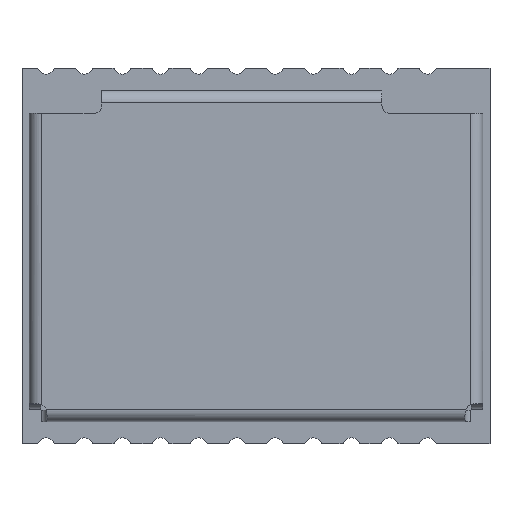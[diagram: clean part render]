
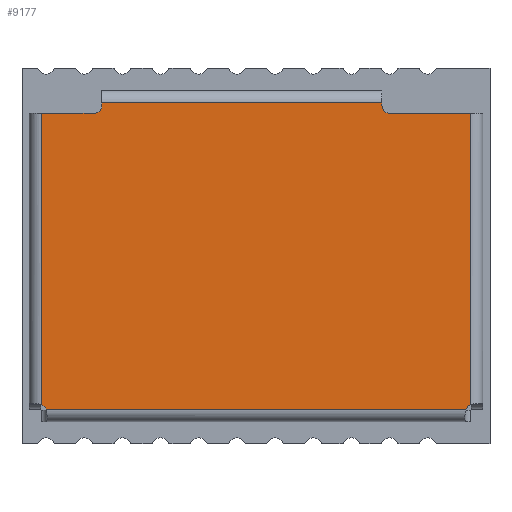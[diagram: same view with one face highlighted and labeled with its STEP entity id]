
A CAD part, top view. The second image highlights one B-rep face of the part: STEP entity #9177.
In plain terms, the highlighted face is planar.
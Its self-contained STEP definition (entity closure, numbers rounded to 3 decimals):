
#7693 = VERTEX_POINT('',#7694);
#7694 = CARTESIAN_POINT('',(-5.131,1.5,-5.095));
#7701 = EDGE_CURVE('',#7702,#7693,#7704,.T.);
#7702 = VERTEX_POINT('',#7703);
#7703 = CARTESIAN_POINT('',(4.19,1.5,-5.094));
#7704 = LINE('',#7705,#7706);
#7705 = CARTESIAN_POINT('',(0.001,1.5,-5.094));
#7706 = VECTOR('',#7707,1.);
#7707 = DIRECTION('',(-1.,0.,0.));
#7965 = VERTEX_POINT('',#7966);
#7966 = CARTESIAN_POINT('',(7.142,1.5,-4.745));
#7973 = EDGE_CURVE('',#7974,#7965,#7976,.T.);
#7974 = VERTEX_POINT('',#7975);
#7975 = CARTESIAN_POINT('',(7.141,1.5,4.942));
#7976 = LINE('',#7977,#7978);
#7977 = CARTESIAN_POINT('',(7.141,1.5,0.001));
#7978 = VECTOR('',#7979,1.);
#7979 = DIRECTION('',(0.,0.,-1.));
#8519 = VERTEX_POINT('',#8520);
#8520 = CARTESIAN_POINT('',(6.978,1.5,5.107));
#8529 = EDGE_CURVE('',#8530,#8519,#8532,.T.);
#8530 = VERTEX_POINT('',#8531);
#8531 = CARTESIAN_POINT('',(-6.978,1.5,5.105));
#8532 = LINE('',#8533,#8534);
#8533 = CARTESIAN_POINT('',(-0.001,1.5,5.106));
#8534 = VECTOR('',#8535,1.);
#8535 = DIRECTION('',(1.,0.,0.));
#8809 = VERTEX_POINT('',#8810);
#8810 = CARTESIAN_POINT('',(-7.142,1.5,-4.747));
#8819 = VERTEX_POINT('',#8820);
#8820 = CARTESIAN_POINT('',(-7.143,1.5,4.941));
#8829 = EDGE_CURVE('',#8809,#8819,#8830,.T.);
#8830 = LINE('',#8831,#8832);
#8831 = CARTESIAN_POINT('',(-7.142,1.5,-0.001));
#8832 = VECTOR('',#8833,1.);
#8833 = DIRECTION('',(0.,0.,1.));
#8892 = EDGE_CURVE('',#8530,#8819,#8893,.T.);
#8893 = CIRCLE('',#8894,0.375);
#8894 = AXIS2_PLACEMENT_3D('',#8895,#8896,#8897);
#8895 = CARTESIAN_POINT('',(-7.312,1.5,5.275));
#8896 = DIRECTION('',(0.,1.,0.));
#8897 = DIRECTION('',(0.,0.,1.));
#8908 = EDGE_CURVE('',#8909,#8519,#8911,.T.);
#8909 = VERTEX_POINT('',#8910);
#8910 = CARTESIAN_POINT('',(7.045,1.5,5.012));
#8911 = CIRCLE('',#8912,0.375);
#8912 = AXIS2_PLACEMENT_3D('',#8913,#8914,#8915);
#8913 = CARTESIAN_POINT('',(7.312,1.5,5.275));
#8914 = DIRECTION('',(0.,1.,0.));
#8915 = DIRECTION('',(0.,0.,-1.));
#8951 = VERTEX_POINT('',#8952);
#8952 = CARTESIAN_POINT('',(7.046,1.5,5.011));
#8958 = EDGE_CURVE('',#7974,#8951,#8959,.T.);
#8959 = CIRCLE('',#8960,0.375);
#8960 = AXIS2_PLACEMENT_3D('',#8961,#8962,#8963);
#8961 = CARTESIAN_POINT('',(7.312,1.5,5.275));
#8962 = DIRECTION('',(0.,1.,0.));
#8963 = DIRECTION('',(0.,0.,-1.));
#8977 = VERTEX_POINT('',#8978);
#8978 = CARTESIAN_POINT('',(-5.131,1.5,-5.));
#8984 = EDGE_CURVE('',#8977,#8985,#8987,.T.);
#8985 = VERTEX_POINT('',#8986);
#8986 = CARTESIAN_POINT('',(-5.385,1.5,-4.746));
#8987 = CIRCLE('',#8988,0.254);
#8988 = AXIS2_PLACEMENT_3D('',#8989,#8990,#8991);
#8989 = CARTESIAN_POINT('',(-5.385,1.5,-5.));
#8990 = DIRECTION('',(0.,-1.,0.));
#8991 = DIRECTION('',(0.,0.,-1.));
#9019 = VERTEX_POINT('',#9020);
#9020 = CARTESIAN_POINT('',(4.444,1.5,-4.745));
#9026 = EDGE_CURVE('',#9019,#9027,#9029,.T.);
#9027 = VERTEX_POINT('',#9028);
#9028 = CARTESIAN_POINT('',(4.19,1.5,-4.999));
#9029 = CIRCLE('',#9030,0.254);
#9030 = AXIS2_PLACEMENT_3D('',#9031,#9032,#9033);
#9031 = CARTESIAN_POINT('',(4.444,1.5,-4.999));
#9032 = DIRECTION('',(0.,-1.,0.));
#9033 = DIRECTION('',(0.,0.,-1.));
#9066 = EDGE_CURVE('',#8977,#7693,#9067,.T.);
#9067 = LINE('',#9068,#9069);
#9068 = CARTESIAN_POINT('',(-5.131,1.5,-4.746));
#9069 = VECTOR('',#9070,1.);
#9070 = DIRECTION('',(0.,0.,-1.));
#9081 = EDGE_CURVE('',#8809,#8985,#9082,.T.);
#9082 = LINE('',#9083,#9084);
#9083 = CARTESIAN_POINT('',(-10.479,1.5,-4.747));
#9084 = VECTOR('',#9085,1.);
#9085 = DIRECTION('',(1.,0.,0.));
#9103 = EDGE_CURVE('',#7702,#9027,#9104,.T.);
#9104 = LINE('',#9105,#9106);
#9105 = CARTESIAN_POINT('',(4.191,1.5,-11.571));
#9106 = VECTOR('',#9107,1.);
#9107 = DIRECTION('',(0.,0.,1.));
#9132 = EDGE_CURVE('',#9019,#7965,#9133,.T.);
#9133 = LINE('',#9134,#9135);
#9134 = CARTESIAN_POINT('',(4.19,1.5,-4.745));
#9135 = VECTOR('',#9136,1.);
#9136 = DIRECTION('',(1.,0.,0.));
#9177 = ADVANCED_FACE('',(#9178),#9207,.F.);
#9178 = FACE_BOUND('',#9179,.T.);
#9179 = EDGE_LOOP('',(#9180,#9181,#9182,#9183,#9184,#9192,#9198,#9199,
    #9200,#9201,#9202,#9203,#9204,#9205,#9206));
#9180 = ORIENTED_EDGE('',*,*,#8829,.T.);
#9181 = ORIENTED_EDGE('',*,*,#8892,.F.);
#9182 = ORIENTED_EDGE('',*,*,#8529,.T.);
#9183 = ORIENTED_EDGE('',*,*,#8908,.F.);
#9184 = ORIENTED_EDGE('',*,*,#9185,.T.);
#9185 = EDGE_CURVE('',#8909,#9186,#9188,.T.);
#9186 = VERTEX_POINT('',#9187);
#9187 = CARTESIAN_POINT('',(7.045,1.5,5.011));
#9188 = LINE('',#9189,#9190);
#9189 = CARTESIAN_POINT('',(7.046,1.5,0.001));
#9190 = VECTOR('',#9191,1.);
#9191 = DIRECTION('',(0.,0.,-1.));
#9192 = ORIENTED_EDGE('',*,*,#9193,.T.);
#9193 = EDGE_CURVE('',#9186,#8951,#9194,.T.);
#9194 = LINE('',#9195,#9196);
#9195 = CARTESIAN_POINT('',(-0.001,1.5,5.011));
#9196 = VECTOR('',#9197,1.);
#9197 = DIRECTION('',(1.,0.,0.));
#9198 = ORIENTED_EDGE('',*,*,#8958,.F.);
#9199 = ORIENTED_EDGE('',*,*,#7973,.T.);
#9200 = ORIENTED_EDGE('',*,*,#9132,.F.);
#9201 = ORIENTED_EDGE('',*,*,#9026,.T.);
#9202 = ORIENTED_EDGE('',*,*,#9103,.F.);
#9203 = ORIENTED_EDGE('',*,*,#7701,.T.);
#9204 = ORIENTED_EDGE('',*,*,#9066,.F.);
#9205 = ORIENTED_EDGE('',*,*,#8984,.T.);
#9206 = ORIENTED_EDGE('',*,*,#9081,.F.);
#9207 = PLANE('',#9208);
#9208 = AXIS2_PLACEMENT_3D('',#9209,#9210,#9211);
#9209 = CARTESIAN_POINT('',(0.,1.5,0.));
#9210 = DIRECTION('',(0.,-1.,0.));
#9211 = DIRECTION('',(0.,0.,-1.));
